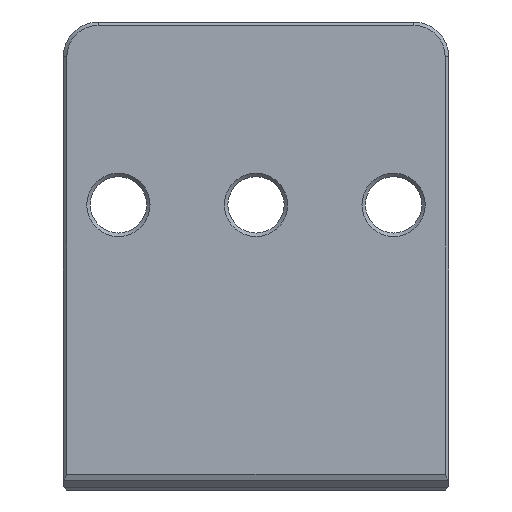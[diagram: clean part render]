
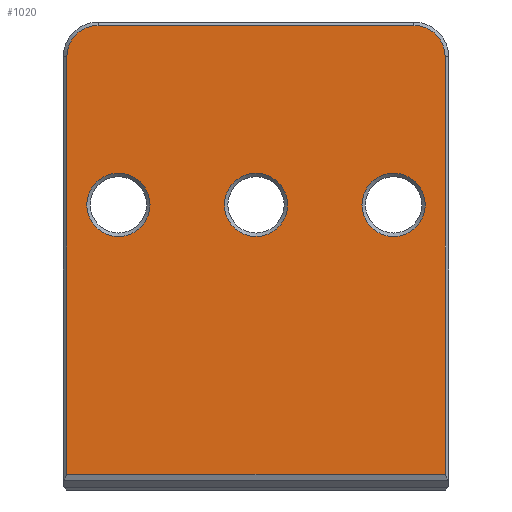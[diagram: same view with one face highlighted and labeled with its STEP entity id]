
A CAD part, left-side view. The second image highlights one B-rep face of the part: STEP entity #1020.
In plain terms, the highlighted planar face has unit normal (-1, 0, 0).
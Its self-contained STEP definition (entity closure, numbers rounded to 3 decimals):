
#54=FACE_BOUND('',#209,.T.);
#55=FACE_BOUND('',#210,.T.);
#56=FACE_BOUND('',#211,.T.);
#90=CIRCLE('',#1126,3.65);
#91=CIRCLE('',#1128,3.6);
#92=CIRCLE('',#1129,3.6);
#93=CIRCLE('',#1130,3.65);
#94=CIRCLE('',#1131,3.65);
#140=FACE_OUTER_BOUND('',#208,.T.);
#208=EDGE_LOOP('',(#871,#872,#873,#874,#875,#876));
#209=EDGE_LOOP('',(#877));
#210=EDGE_LOOP('',(#878));
#211=EDGE_LOOP('',(#879));
#310=LINE('',#1690,#413);
#311=LINE('',#1692,#414);
#312=LINE('',#1694,#415);
#313=LINE('',#1698,#416);
#413=VECTOR('',#1390,10.);
#414=VECTOR('',#1391,10.);
#415=VECTOR('',#1392,10.);
#416=VECTOR('',#1395,10.);
#506=VERTEX_POINT('',#1684);
#507=VERTEX_POINT('',#1688);
#508=VERTEX_POINT('',#1689);
#509=VERTEX_POINT('',#1691);
#510=VERTEX_POINT('',#1693);
#511=VERTEX_POINT('',#1695);
#512=VERTEX_POINT('',#1697);
#513=VERTEX_POINT('',#1700);
#514=VERTEX_POINT('',#1702);
#634=EDGE_CURVE('',#506,#506,#90,.T.);
#636=EDGE_CURVE('',#507,#508,#310,.T.);
#637=EDGE_CURVE('',#509,#507,#311,.T.);
#638=EDGE_CURVE('',#510,#509,#312,.T.);
#639=EDGE_CURVE('',#511,#510,#91,.T.);
#640=EDGE_CURVE('',#512,#511,#313,.T.);
#641=EDGE_CURVE('',#508,#512,#92,.T.);
#642=EDGE_CURVE('',#513,#513,#93,.T.);
#643=EDGE_CURVE('',#514,#514,#94,.T.);
#871=ORIENTED_EDGE('',*,*,#636,.F.);
#872=ORIENTED_EDGE('',*,*,#637,.F.);
#873=ORIENTED_EDGE('',*,*,#638,.F.);
#874=ORIENTED_EDGE('',*,*,#639,.F.);
#875=ORIENTED_EDGE('',*,*,#640,.F.);
#876=ORIENTED_EDGE('',*,*,#641,.F.);
#877=ORIENTED_EDGE('',*,*,#642,.F.);
#878=ORIENTED_EDGE('',*,*,#643,.F.);
#879=ORIENTED_EDGE('',*,*,#634,.F.);
#967=PLANE('',#1127);
#1020=ADVANCED_FACE('',(#140,#54,#55,#56),#967,.T.);
#1126=AXIS2_PLACEMENT_3D('',#1685,#1385,#1386);
#1127=AXIS2_PLACEMENT_3D('',#1687,#1388,#1389);
#1128=AXIS2_PLACEMENT_3D('',#1696,#1393,#1394);
#1129=AXIS2_PLACEMENT_3D('',#1699,#1396,#1397);
#1130=AXIS2_PLACEMENT_3D('',#1701,#1398,#1399);
#1131=AXIS2_PLACEMENT_3D('',#1703,#1400,#1401);
#1385=DIRECTION('center_axis',(-1.,0.,0.));
#1386=DIRECTION('ref_axis',(0.,1.,0.));
#1388=DIRECTION('center_axis',(-1.,0.,0.));
#1389=DIRECTION('ref_axis',(0.,-1.,0.));
#1390=DIRECTION('',(0.,0.,1.));
#1391=DIRECTION('',(0.,1.,0.));
#1392=DIRECTION('',(0.,0.,-1.));
#1393=DIRECTION('center_axis',(1.,0.,0.));
#1394=DIRECTION('ref_axis',(0.,-0.707,0.707));
#1395=DIRECTION('',(0.,-1.,0.));
#1396=DIRECTION('center_axis',(1.,0.,0.));
#1397=DIRECTION('ref_axis',(0.,0.707,0.707));
#1398=DIRECTION('center_axis',(-1.,0.,0.));
#1399=DIRECTION('ref_axis',(0.,1.,0.));
#1400=DIRECTION('center_axis',(-1.,0.,0.));
#1401=DIRECTION('ref_axis',(0.,1.,0.));
#1684=CARTESIAN_POINT('',(0.,34.45,32.9));
#1685=CARTESIAN_POINT('Origin',(0.,38.1,32.9));
#1687=CARTESIAN_POINT('Origin',(0.,44.45,0.));
#1688=CARTESIAN_POINT('',(0.,44.05,1.8));
#1689=CARTESIAN_POINT('',(0.,44.05,50.));
#1690=CARTESIAN_POINT('',(0.,44.05,0.));
#1691=CARTESIAN_POINT('',(0.,0.4,1.8));
#1692=CARTESIAN_POINT('',(0.,38.894,1.8));
#1693=CARTESIAN_POINT('',(0.,0.4,50.));
#1694=CARTESIAN_POINT('',(0.,0.4,0.));
#1695=CARTESIAN_POINT('',(0.,4.,53.6));
#1696=CARTESIAN_POINT('Origin',(0.,4.,50.));
#1697=CARTESIAN_POINT('',(0.,40.45,53.6));
#1698=CARTESIAN_POINT('',(0.,33.338,53.6));
#1699=CARTESIAN_POINT('Origin',(0.,40.45,50.));
#1700=CARTESIAN_POINT('',(0.,18.575,32.9));
#1701=CARTESIAN_POINT('Origin',(0.,22.225,32.9));
#1702=CARTESIAN_POINT('',(0.,2.7,32.9));
#1703=CARTESIAN_POINT('Origin',(0.,6.35,32.9));
